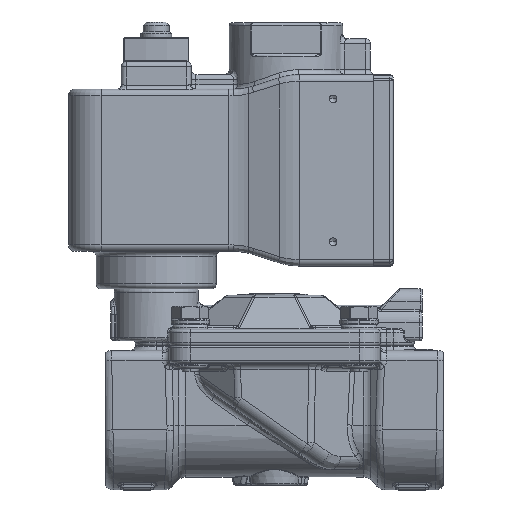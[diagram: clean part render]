
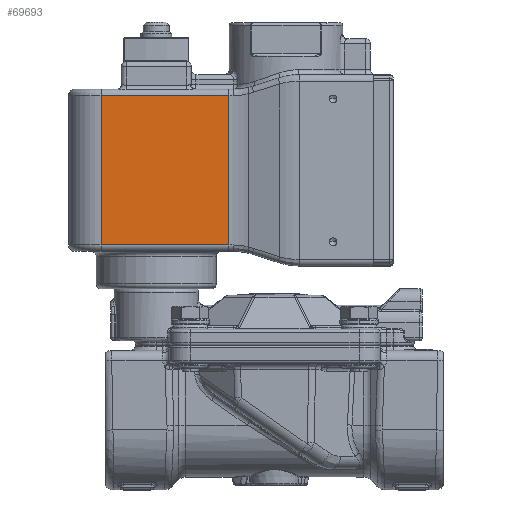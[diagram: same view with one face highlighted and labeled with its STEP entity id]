
A CAD part, front view. The second image highlights one B-rep face of the part: STEP entity #69693.
In plain terms, the highlighted face is planar.
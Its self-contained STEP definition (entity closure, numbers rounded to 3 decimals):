
#62648=DIRECTION('',(-1.,0.,0.));
#62649=VECTOR('',#62648,39.306);
#62650=CARTESIAN_POINT('',(22.306,24.5,-76.5));
#62651=LINE('',#62650,#62649);
#62747=DIRECTION('',(1.,0.,0.));
#62748=VECTOR('',#62747,39.306);
#62749=CARTESIAN_POINT('',(-17.,24.5,-30.5));
#62750=LINE('',#62749,#62748);
#62991=DIRECTION('',(0.,0.,1.));
#62992=VECTOR('',#62991,46.);
#62993=CARTESIAN_POINT('',(-17.,24.5,-76.5));
#62994=LINE('',#62993,#62992);
#63003=DIRECTION('',(0.,0.,1.));
#63004=VECTOR('',#63003,46.);
#63005=CARTESIAN_POINT('',(22.306,24.5,-76.5));
#63006=LINE('',#63005,#63004);
#64132=CARTESIAN_POINT('',(22.306,24.5,-76.5));
#64133=VERTEX_POINT('',#64132);
#64134=CARTESIAN_POINT('',(-17.,24.5,-76.5));
#64135=VERTEX_POINT('',#64134);
#64275=CARTESIAN_POINT('',(-17.,24.5,-30.5));
#64277=VERTEX_POINT('',#64275);
#64278=CARTESIAN_POINT('',(22.306,24.5,-30.5));
#64279=VERTEX_POINT('',#64278);
#69681=CARTESIAN_POINT('',(2.653,24.5,-53.5));
#69682=DIRECTION('',(0.,1.,0.));
#69683=DIRECTION('',(-1.,0.,0.));
#69684=AXIS2_PLACEMENT_3D('',#69681,#69682,#69683);
#69685=PLANE('',#69684);
#69686=ORIENTED_EDGE('',*,*,#69137,.F.);
#69687=ORIENTED_EDGE('',*,*,#69630,.F.);
#69688=ORIENTED_EDGE('',*,*,#68858,.F.);
#69690=ORIENTED_EDGE('',*,*,#69689,.T.);
#69691=EDGE_LOOP('',(#69686,#69687,#69688,#69690));
#69692=FACE_OUTER_BOUND('',#69691,.F.);
#69693=ADVANCED_FACE('',(#69692),#69685,.T.);
#68858=EDGE_CURVE('',#64133,#64135,#62651,.T.);
#69137=EDGE_CURVE('',#64277,#64279,#62750,.T.);
#69630=EDGE_CURVE('',#64135,#64277,#62994,.T.);
#69689=EDGE_CURVE('',#64133,#64279,#63006,.T.);
